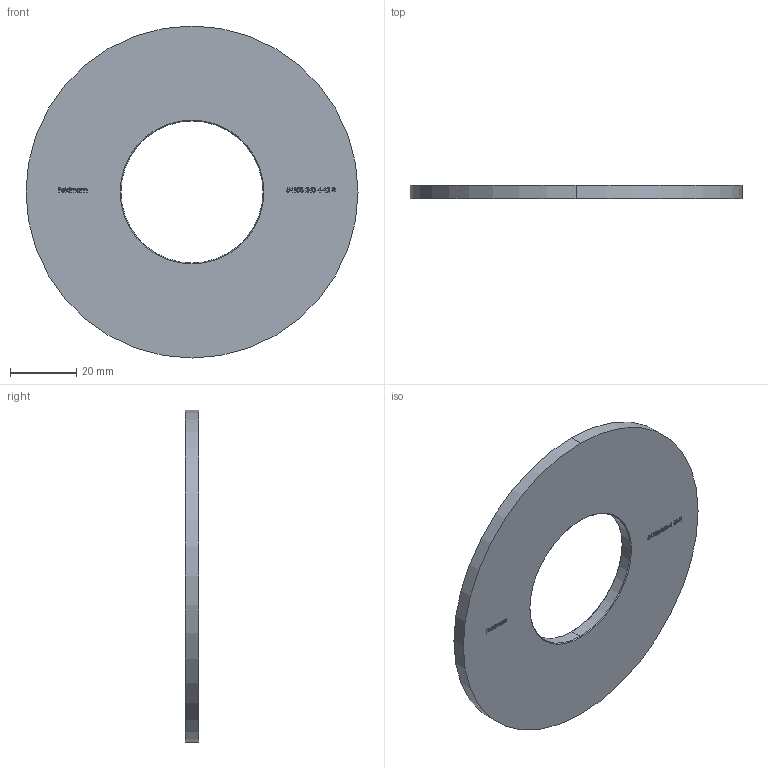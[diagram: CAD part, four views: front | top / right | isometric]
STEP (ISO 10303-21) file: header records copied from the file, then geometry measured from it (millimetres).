
FILE_DESCRIPTION (( 'STEP AP203' ), '1' );
FILE_NAME ('54108-240-4-42-R.step', '2020-10-21T10:59:23', ( '' ), ( '' ), 'SwSTEP 2.0', 'SolidWorks 2018', '' );
FILE_SCHEMA (( 'CONFIG_CONTROL_DESIGN' ));
Length unit declared in the file: millimetre
Products named in the file (2): 54108-240-4-42-R
Bounding box: 100 x 4 x 100 mm (x, y, z)
Volume: 25651.8 mm3; surface area: 14598.3 mm2
Topology: 1 solids, 1 shells, 311 faces, 815 edges, 542 vertices
Faces by surface type: plane 195, bspline 108, cone 4, cylinder 4
Entity records: 15712 total; most frequent: CARTESIAN_POINT 8610, ORIENTED_EDGE 1630, DIRECTION 1021, EDGE_CURVE 815, LINE 587, VECTOR 587, VERTEX_POINT 542, EDGE_LOOP 349
